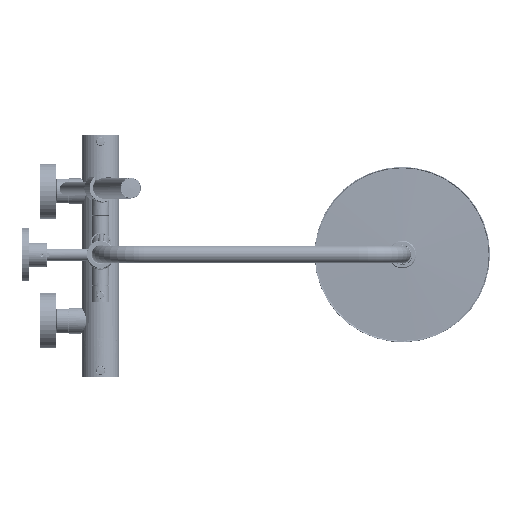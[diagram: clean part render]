
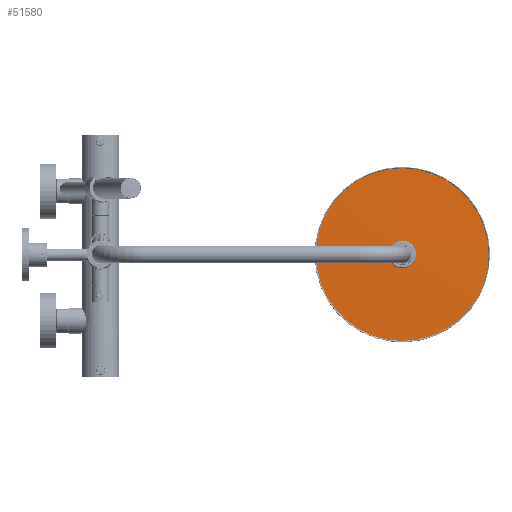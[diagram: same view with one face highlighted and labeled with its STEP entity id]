
A CAD part, top view. The second image highlights one B-rep face of the part: STEP entity #51580.
In plain terms, the highlighted spherical face has radius 3234.33 mm.
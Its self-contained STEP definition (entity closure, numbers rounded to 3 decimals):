
#74=SPHERICAL_SURFACE('',#57061,3234.333);
#15538=ORIENTED_EDGE('',*,*,#21468,.T.);
#15539=ORIENTED_EDGE('',*,*,#21469,.T.);
#21468=EDGE_CURVE('',#25908,#25908,#28843,.T.);
#21469=EDGE_CURVE('',#25909,#25909,#28844,.T.);
#25908=VERTEX_POINT('',#117312);
#25909=VERTEX_POINT('',#117314);
#28843=CIRCLE('',#57062,14.151);
#28844=CIRCLE('',#57063,100.166);
#34494=EDGE_LOOP('',(#15538));
#34495=EDGE_LOOP('',(#15539));
#40460=FACE_BOUND('',#34494,.T.);
#40461=FACE_BOUND('',#34495,.T.);
#51580=ADVANCED_FACE('',(#40460,#40461),#74,.T.);
#57061=AXIS2_PLACEMENT_3D('',#117310,#68146,#68147);
#57062=AXIS2_PLACEMENT_3D('',#117311,#68148,#68149);
#57063=AXIS2_PLACEMENT_3D('',#117313,#68150,#68151);
#68146=DIRECTION('',(0.,1.,0.));
#68147=DIRECTION('',(0.,0.,-1.));
#68148=DIRECTION('',(0.,0.,-1.));
#68149=DIRECTION('',(-1.,0.,0.));
#68150=DIRECTION('',(0.,0.,1.));
#68151=DIRECTION('',(1.,0.,0.));
#117310=CARTESIAN_POINT('',(0.,0.,
-3233.333));
#117311=CARTESIAN_POINT('',(0.,0.,
0.969));
#117312=CARTESIAN_POINT('',(-14.151,0.,0.969));
#117313=CARTESIAN_POINT('',(0.,0.,-0.551));
#117314=CARTESIAN_POINT('',(100.166,0.,-0.551));
